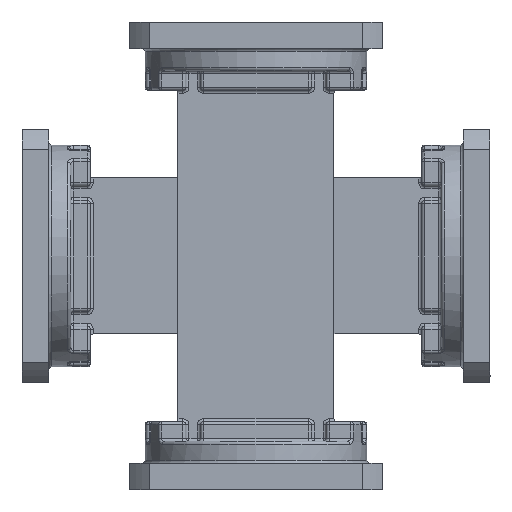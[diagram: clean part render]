
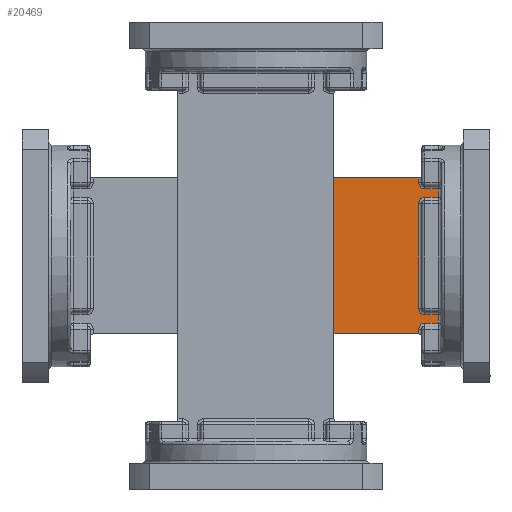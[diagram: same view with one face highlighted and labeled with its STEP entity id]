
A CAD part, front view. The second image highlights one B-rep face of the part: STEP entity #20469.
In plain terms, the highlighted planar face has unit normal (0, -1, 0).
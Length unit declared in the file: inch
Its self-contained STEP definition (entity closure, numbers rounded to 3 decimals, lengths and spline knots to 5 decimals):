
#259 = ORIENTED_EDGE ( 'NONE', *, *, #14661, .T. ) ;
#642 = ORIENTED_EDGE ( 'NONE', *, *, #18303, .T. ) ;
#729 = DIRECTION ( 'NONE',  ( 0., -1., 0. ) ) ;
#1409 = ORIENTED_EDGE ( 'NONE', *, *, #24374, .F. ) ;
#1760 = FACE_OUTER_BOUND ( 'NONE', #23941, .T. ) ;
#2029 = CARTESIAN_POINT ( 'NONE',  ( 1.1675, 0.2, -1.07 ) ) ;
#2080 = DIRECTION ( 'NONE',  ( 0., -1., 0. ) ) ;
#2159 = VERTEX_POINT ( 'NONE', #10167 ) ;
#2200 = CARTESIAN_POINT ( 'NONE',  ( 0.5, 0.2, -1. ) ) ;
#2203 = PLANE ( 'NONE',  #20205 ) ;
#2320 = VECTOR ( 'NONE', #21828, 39.37008 ) ;
#2365 = LINE ( 'NONE', #14193, #22319 ) ;
#3229 = VECTOR ( 'NONE', #6540, 39.37008 ) ;
#3347 = CARTESIAN_POINT ( 'NONE',  ( 1.0825, 0.2, -1.16375 ) ) ;
#3407 = VERTEX_POINT ( 'NONE', #2200 ) ;
#3705 = CARTESIAN_POINT ( 'NONE',  ( 1.0425, 0.2, -1.83625 ) ) ;
#3759 = ORIENTED_EDGE ( 'NONE', *, *, #18235, .T. ) ;
#3776 = LINE ( 'NONE', #12740, #24839 ) ;
#4046 = VERTEX_POINT ( 'NONE', #18089 ) ;
#4429 = VERTEX_POINT ( 'NONE', #25696 ) ;
#4503 = EDGE_CURVE ( 'NONE', #5584, #12381, #12502, .T. ) ;
#4858 = VECTOR ( 'NONE', #24283, 39.37008 ) ;
#5447 = LINE ( 'NONE', #15001, #4858 ) ;
#5571 = DIRECTION ( 'NONE',  ( 0., -1., 0. ) ) ;
#5584 = VERTEX_POINT ( 'NONE', #12078 ) ;
#5624 = DIRECTION ( 'NONE',  ( 1., 0., 0. ) ) ;
#5691 = DIRECTION ( 'NONE',  ( -1., 0., 0. ) ) ;
#6060 = DIRECTION ( 'NONE',  ( 1., 0., 0. ) ) ;
#6415 = DIRECTION ( 'NONE',  ( -1., 0., 0. ) ) ;
#6540 = DIRECTION ( 'NONE',  ( 0., 0., 1. ) ) ;
#6545 = DIRECTION ( 'NONE',  ( 0., 0., 1. ) ) ;
#6834 = VECTOR ( 'NONE', #21982, 39.37008 ) ;
#6930 = CARTESIAN_POINT ( 'NONE',  ( 1.0825, 0.2, -1.87625 ) ) ;
#7211 = VECTOR ( 'NONE', #6545, 39.37008 ) ;
#7548 = DIRECTION ( 'NONE',  ( -1., 0., 0. ) ) ;
#7885 = ORIENTED_EDGE ( 'NONE', *, *, #10124, .F. ) ;
#7975 = CIRCLE ( 'NONE', #11805, 0.04 ) ;
#8222 = EDGE_CURVE ( 'NONE', #17032, #23606, #13261, .T. ) ;
#8492 = VERTEX_POINT ( 'NONE', #17811 ) ;
#8656 = CARTESIAN_POINT ( 'NONE',  ( 1.0825, 0.2, -1.07 ) ) ;
#9349 = VERTEX_POINT ( 'NONE', #15502 ) ;
#9830 = ORIENTED_EDGE ( 'NONE', *, *, #15491, .T. ) ;
#10124 = EDGE_CURVE ( 'NONE', #10919, #15751, #19109, .T. ) ;
#10167 = CARTESIAN_POINT ( 'NONE',  ( 1.0425, 0.2, -1. ) ) ;
#10419 = ORIENTED_EDGE ( 'NONE', *, *, #17852, .F. ) ;
#10919 = VERTEX_POINT ( 'NONE', #25567 ) ;
#11185 = EDGE_CURVE ( 'NONE', #10919, #2159, #22396, .T. ) ;
#11337 = CARTESIAN_POINT ( 'NONE',  ( 1.0825, 0.2, -1.83625 ) ) ;
#11739 = ORIENTED_EDGE ( 'NONE', *, *, #8222, .T. ) ;
#11805 = AXIS2_PLACEMENT_3D ( 'NONE', #23480, #729, #21081 ) ;
#12078 = CARTESIAN_POINT ( 'NONE',  ( 1.0825, 0.2, -1.12375 ) ) ;
#12199 = EDGE_CURVE ( 'NONE', #4429, #22289, #26323, .T. ) ;
#12348 = ORIENTED_EDGE ( 'NONE', *, *, #12880, .T. ) ;
#12381 = VERTEX_POINT ( 'NONE', #27788 ) ;
#12502 = LINE ( 'NONE', #28507, #15011 ) ;
#12740 = CARTESIAN_POINT ( 'NONE',  ( 1.50008, 0.2, -2. ) ) ;
#12880 = EDGE_CURVE ( 'NONE', #12381, #15014, #5447, .T. ) ;
#12881 = DIRECTION ( 'NONE',  ( -1., 0., 0. ) ) ;
#13019 = CARTESIAN_POINT ( 'NONE',  ( 1.0425, 0.2, -1.16375 ) ) ;
#13261 = LINE ( 'NONE', #29267, #3229 ) ;
#13422 = DIRECTION ( 'NONE',  ( 1., 0., 0. ) ) ;
#13672 = LINE ( 'NONE', #13968, #25010 ) ;
#13968 = CARTESIAN_POINT ( 'NONE',  ( 0.5, 0.2, -1.85625 ) ) ;
#14193 = CARTESIAN_POINT ( 'NONE',  ( 1.0625, 0.2, -1.07 ) ) ;
#14337 = EDGE_CURVE ( 'NONE', #29224, #4429, #15394, .T. ) ;
#14661 = EDGE_CURVE ( 'NONE', #15014, #15751, #2365, .T. ) ;
#15001 = CARTESIAN_POINT ( 'NONE',  ( 1.1675, 0.2, -1.05 ) ) ;
#15011 = VECTOR ( 'NONE', #6060, 39.37008 ) ;
#15014 = VERTEX_POINT ( 'NONE', #2029 ) ;
#15394 = LINE ( 'NONE', #26318, #6834 ) ;
#15491 = EDGE_CURVE ( 'NONE', #4046, #8492, #16761, .T. ) ;
#15502 = CARTESIAN_POINT ( 'NONE',  ( 0.5, 0.2, -2. ) ) ;
#15751 = VERTEX_POINT ( 'NONE', #8656 ) ;
#15785 = VECTOR ( 'NONE', #26984, 39.37008 ) ;
#15919 = LINE ( 'NONE', #18015, #15785 ) ;
#16128 = DIRECTION ( 'NONE',  ( -1., 0., 0. ) ) ;
#16332 = VERTEX_POINT ( 'NONE', #19784 ) ;
#16434 = ORIENTED_EDGE ( 'NONE', *, *, #24545, .F. ) ;
#16761 = LINE ( 'NONE', #25885, #2320 ) ;
#16903 = CIRCLE ( 'NONE', #24076, 0.04 ) ;
#17032 = VERTEX_POINT ( 'NONE', #3705 ) ;
#17397 = AXIS2_PLACEMENT_3D ( 'NONE', #11337, #25247, #27798 ) ;
#17653 = ORIENTED_EDGE ( 'NONE', *, *, #21533, .F. ) ;
#17702 = CARTESIAN_POINT ( 'NONE',  ( 1.1875, 0.2, -1.93 ) ) ;
#17811 = CARTESIAN_POINT ( 'NONE',  ( 1.0425, 0.2, -1.97 ) ) ;
#17852 = EDGE_CURVE ( 'NONE', #4046, #9349, #3776, .T. ) ;
#18015 = CARTESIAN_POINT ( 'NONE',  ( 1.50008, 0.2, -1. ) ) ;
#18036 = ORIENTED_EDGE ( 'NONE', *, *, #14337, .T. ) ;
#18089 = CARTESIAN_POINT ( 'NONE',  ( 1.0425, 0.2, -2. ) ) ;
#18235 = EDGE_CURVE ( 'NONE', #16332, #29224, #19948, .T. ) ;
#18303 = EDGE_CURVE ( 'NONE', #2159, #3407, #15919, .T. ) ;
#18691 = CARTESIAN_POINT ( 'NONE',  ( 1.1675, 0.2, -1.93 ) ) ;
#19078 = EDGE_CURVE ( 'NONE', #16332, #8492, #7975, .T. ) ;
#19109 = CIRCLE ( 'NONE', #21030, 0.04 ) ;
#19295 = CARTESIAN_POINT ( 'NONE',  ( 1.0625, 0.2, -1.87625 ) ) ;
#19784 = CARTESIAN_POINT ( 'NONE',  ( 1.0825, 0.2, -1.93 ) ) ;
#19948 = LINE ( 'NONE', #17702, #25794 ) ;
#20205 = AXIS2_PLACEMENT_3D ( 'NONE', #27196, #29134, #13422 ) ;
#20469 = ADVANCED_FACE ( 'NONE', ( #1760 ), #2203, .F. ) ;
#21030 = AXIS2_PLACEMENT_3D ( 'NONE', #24378, #2080, #6415 ) ;
#21081 = DIRECTION ( 'NONE',  ( -1., 0., 0. ) ) ;
#21202 = ORIENTED_EDGE ( 'NONE', *, *, #12199, .T. ) ;
#21244 = CIRCLE ( 'NONE', #17397, 0.04 ) ;
#21533 = EDGE_CURVE ( 'NONE', #17032, #22289, #21244, .T. ) ;
#21828 = DIRECTION ( 'NONE',  ( 0., 0., 1. ) ) ;
#21982 = DIRECTION ( 'NONE',  ( 0., 0., 1. ) ) ;
#22289 = VERTEX_POINT ( 'NONE', #6930 ) ;
#22319 = VECTOR ( 'NONE', #16128, 39.37008 ) ;
#22396 = LINE ( 'NONE', #29420, #7211 ) ;
#22805 = DIRECTION ( 'NONE',  ( 0., 0., 1. ) ) ;
#23480 = CARTESIAN_POINT ( 'NONE',  ( 1.0825, 0.2, -1.97 ) ) ;
#23606 = VERTEX_POINT ( 'NONE', #13019 ) ;
#23941 = EDGE_LOOP ( 'NONE', ( #1409, #10419, #9830, #29562, #3759, #18036, #21202, #17653, #11739, #16434, #29130, #12348, #259, #7885, #26450, #642 ) ) ;
#24076 = AXIS2_PLACEMENT_3D ( 'NONE', #3347, #5571, #7548 ) ;
#24283 = DIRECTION ( 'NONE',  ( 0., 0., 1. ) ) ;
#24374 = EDGE_CURVE ( 'NONE', #9349, #3407, #13672, .T. ) ;
#24378 = CARTESIAN_POINT ( 'NONE',  ( 1.0825, 0.2, -1.03 ) ) ;
#24545 = EDGE_CURVE ( 'NONE', #5584, #23606, #16903, .T. ) ;
#24839 = VECTOR ( 'NONE', #12881, 39.37008 ) ;
#24946 = VECTOR ( 'NONE', #5691, 39.37008 ) ;
#25010 = VECTOR ( 'NONE', #22805, 39.37008 ) ;
#25247 = DIRECTION ( 'NONE',  ( 0., -1., 0. ) ) ;
#25567 = CARTESIAN_POINT ( 'NONE',  ( 1.0425, 0.2, -1.03 ) ) ;
#25696 = CARTESIAN_POINT ( 'NONE',  ( 1.1675, 0.2, -1.87625 ) ) ;
#25794 = VECTOR ( 'NONE', #5624, 39.37008 ) ;
#25885 = CARTESIAN_POINT ( 'NONE',  ( 1.0425, 0.2, -1.85625 ) ) ;
#26318 = CARTESIAN_POINT ( 'NONE',  ( 1.1675, 0.2, -1.85625 ) ) ;
#26323 = LINE ( 'NONE', #19295, #24946 ) ;
#26450 = ORIENTED_EDGE ( 'NONE', *, *, #11185, .T. ) ;
#26984 = DIRECTION ( 'NONE',  ( -1., 0., 0. ) ) ;
#27196 = CARTESIAN_POINT ( 'NONE',  ( -2.05557, 0.2, -1.85625 ) ) ;
#27788 = CARTESIAN_POINT ( 'NONE',  ( 1.1675, 0.2, -1.12375 ) ) ;
#27798 = DIRECTION ( 'NONE',  ( -1., 0., 0. ) ) ;
#28507 = CARTESIAN_POINT ( 'NONE',  ( 1.1875, 0.2, -1.12375 ) ) ;
#29130 = ORIENTED_EDGE ( 'NONE', *, *, #4503, .T. ) ;
#29134 = DIRECTION ( 'NONE',  ( 0., 1., 0. ) ) ;
#29224 = VERTEX_POINT ( 'NONE', #18691 ) ;
#29267 = CARTESIAN_POINT ( 'NONE',  ( 1.0425, 0.2, -1.85625 ) ) ;
#29420 = CARTESIAN_POINT ( 'NONE',  ( 1.0425, 0.2, -1.85625 ) ) ;
#29562 = ORIENTED_EDGE ( 'NONE', *, *, #19078, .F. ) ;
